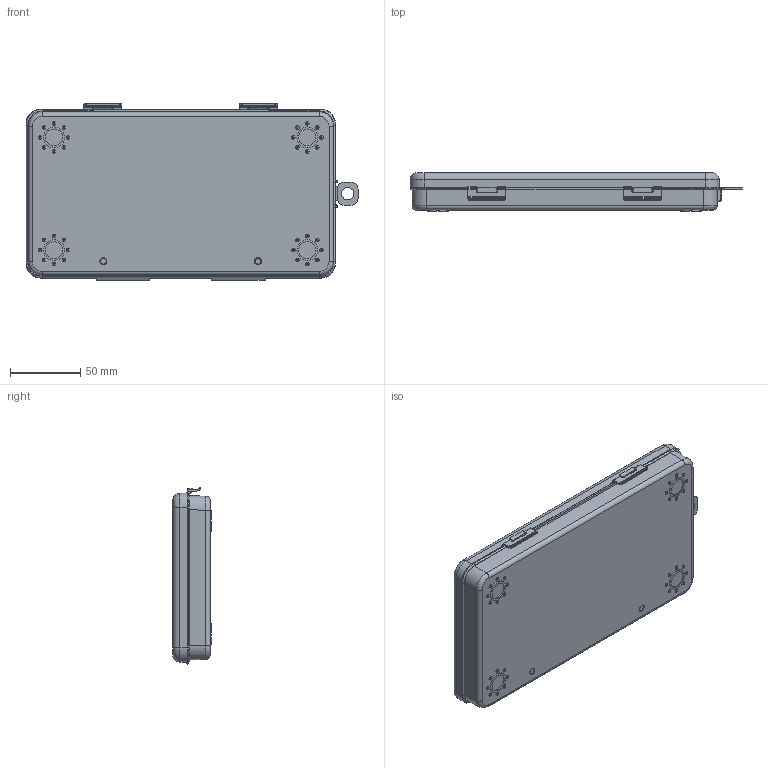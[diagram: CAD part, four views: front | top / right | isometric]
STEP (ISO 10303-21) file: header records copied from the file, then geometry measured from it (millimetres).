
FILE_DESCRIPTION (( 'STEP AP214' ), '1' );
FILE_NAME ('B149 Êîðîáêà ïëàñòèêîâàÿ, 220x120x26 ìì.STEP', '2020-02-03T08:18:15', ( 'Ïîëüçîâàòåëü Windows' ), ( '' ), 'SwSTEP 2.0', 'SolidWorks 2019', '' );
FILE_SCHEMA (( 'AUTOMOTIVE_DESIGN' ));
Length unit declared in the file: millimetre
Products named in the file (4): B149 澎觐耱黖00; B149 Êðûøêà_12; B149 ч鸗鍆趌00; B149 Êîðîáêà ïëàñòèêîâàÿ, 220x120x26 ìì
Assembly tree (4 placements, depth 2):
  B149 Êîðîáêà ïëàñòèêîâàÿ, 220x120x26 ìì
    B149 澎觐耱黖00
    B149 ч鸗鍆趌00  x2
    B149 Êðûøêà_12
Bounding box: 236.1 x 27.3 x 125.35 mm (x, y, z)
Volume: 85677.8 mm3; surface area: 143684 mm2
Topology: 10 solids, 10 shells, 527 faces, 1224 edges, 784 vertices
Faces by surface type: plane 226, cylinder 189, torus 84, bspline 20, sphere 8
Entity records: 15088 total; most frequent: CARTESIAN_POINT 3410, DIRECTION 2572, ORIENTED_EDGE 2260, EDGE_CURVE 1130, AXIS2_PLACEMENT_3D 1028, VERTEX_POINT 726, EDGE_LOOP 578, CIRCLE 544
